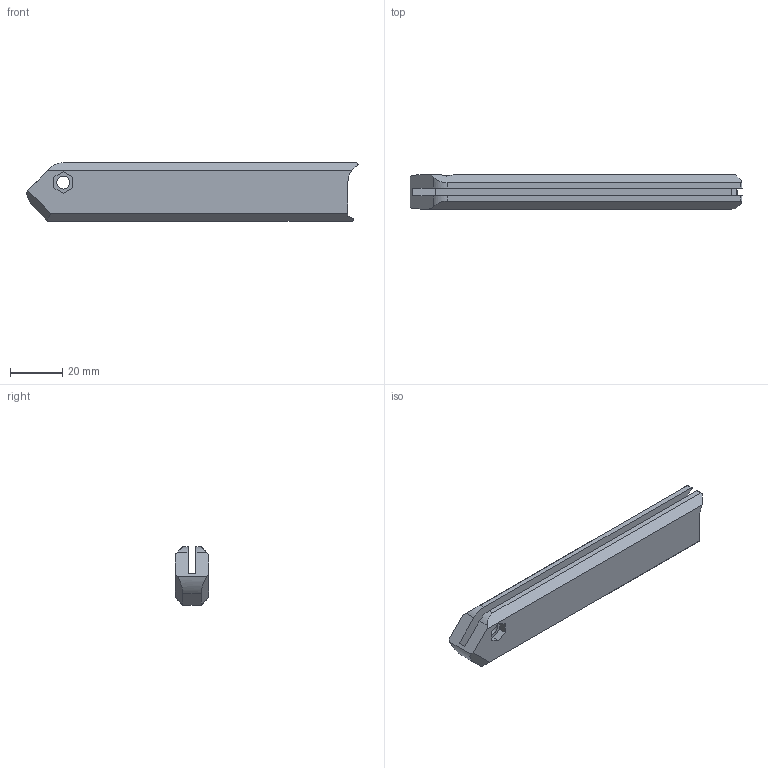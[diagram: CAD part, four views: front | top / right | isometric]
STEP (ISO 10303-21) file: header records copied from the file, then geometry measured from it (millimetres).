
FILE_DESCRIPTION(/* description */ (''),/* implementation_level */ '2;1');
FILE_NAME(/* name */ 'AntennaDiskBorder.step',/* time_stamp */ '2026-01-02T15:10:25+01:00',/* author */ (''),/* organization */ (''),/* preprocessor_version */ 'ST-DEVELOPER v20.1',/* originating_system */ 'Autodesk Translation Framework v14.21.0.0',/* authorisation */ '');
FILE_SCHEMA (('AUTOMOTIVE_DESIGN { 1 0 10303 214 3 1 1 }'));
Length unit declared in the file: millimetre
Products named in the file (1): Umrandung
Bounding box: 127.02 x 13 x 22.24 mm (x, y, z)
Volume: 25220 mm3; surface area: 12629.9 mm2
Topology: 1 solids, 1 shells, 38 faces, 103 edges, 68 vertices
Faces by surface type: plane 26, cylinder 12
Full cylindrical faces by diameter (mm): 5 x2, 10 x1
Entity records: 1247 total; most frequent: CARTESIAN_POINT 210, DIRECTION 209, ORIENTED_EDGE 206, EDGE_CURVE 103, LINE 75, VECTOR 75, VERTEX_POINT 68, AXIS2_PLACEMENT_3D 67
